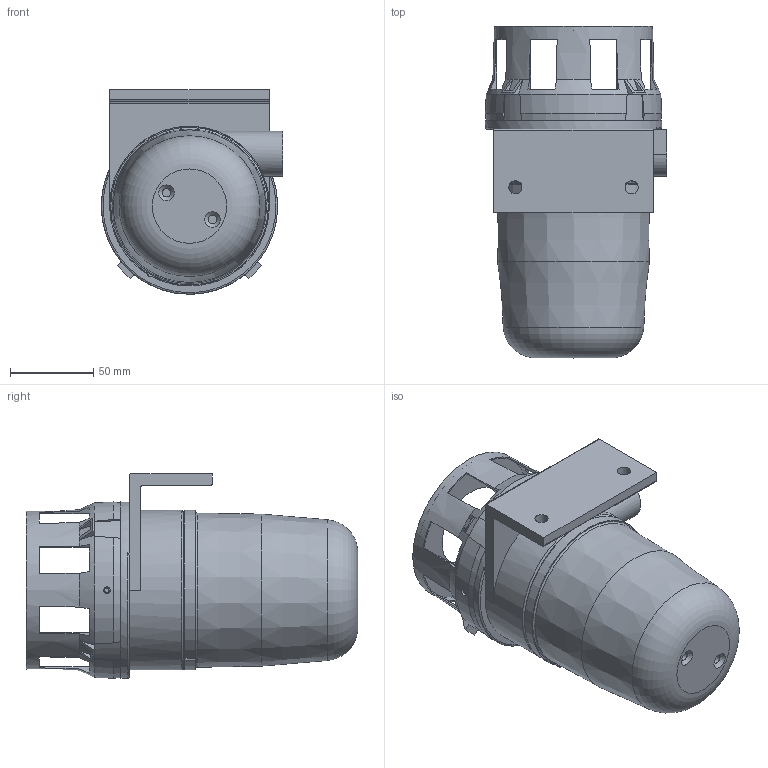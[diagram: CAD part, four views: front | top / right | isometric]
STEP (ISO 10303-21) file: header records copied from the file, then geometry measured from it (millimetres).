
FILE_DESCRIPTION (( 'STEP AP203' ), '1' );
FILE_NAME ('duplo_v1.STEP', '2024-06-17T12:52:07', ( '' ), ( '' ), 'SwSTEP 2.0', 'SolidWorks 2011', '' );
FILE_SCHEMA (( 'CONFIG_CONTROL_DESIGN' ));
Length unit declared in the file: millimetre
Products named in the file (1): duplo_v1
Bounding box: 109 x 199.5 x 123 mm (x, y, z)
Volume: 1274166.8 mm3; surface area: 143808.9 mm2
Topology: 3 solids, 3 shells, 167 faces, 442 edges, 288 vertices
Faces by surface type: plane 99, cylinder 27, cone 25, bspline 14, torus 2
Full cylindrical faces by diameter (mm): 2.7 x3, 4 x3, 4.5 x2, 5 x2, 8 x2, 18 x1, 24 x1, 51 x1, 89.35 x1, 94 x2, 96 x1, 102 x1, 106 x1
Entity records: 6604 total; most frequent: CARTESIAN_POINT 2757, ORIENTED_EDGE 782, DIRECTION 724, EDGE_CURVE 391, AXIS2_PLACEMENT_3D 297, VERTEX_POINT 269, EDGE_LOOP 226, FACE_OUTER_BOUND 191
